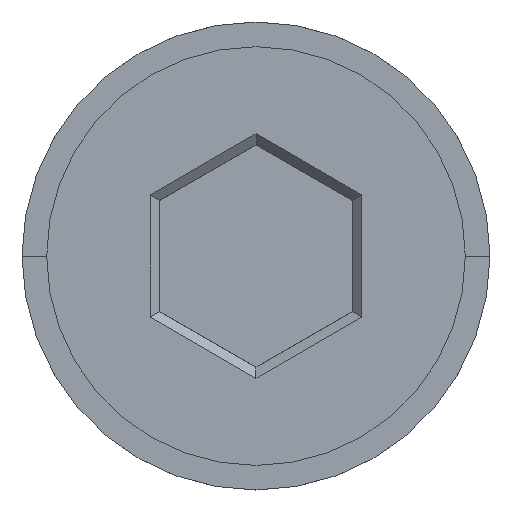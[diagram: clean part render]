
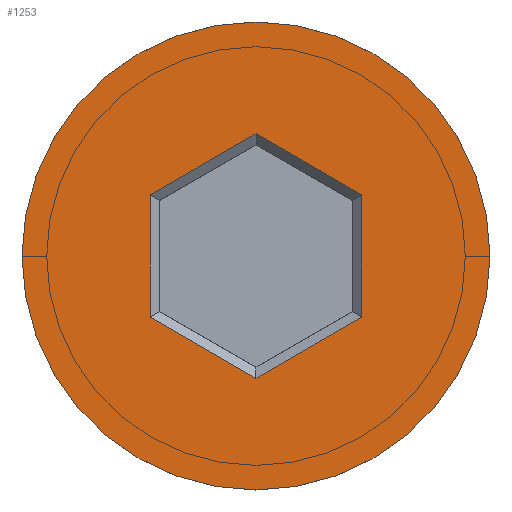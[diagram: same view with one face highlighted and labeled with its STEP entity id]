
A CAD part, top view. The second image highlights one B-rep face of the part: STEP entity #1253.
In plain terms, the highlighted planar face has unit normal (0, 0, 1).
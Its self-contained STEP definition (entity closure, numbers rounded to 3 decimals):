
#10 = VECTOR ( 'NONE', #1357, 1000. ) ;
#19 = EDGE_CURVE ( 'NONE', #679, #684, #789, .T. ) ;
#67 = AXIS2_PLACEMENT_3D ( 'NONE', #230, #328, #774 ) ;
#84 = VERTEX_POINT ( 'NONE', #705 ) ;
#88 = AXIS2_PLACEMENT_3D ( 'NONE', #1191, #767, #633 ) ;
#130 = CARTESIAN_POINT ( 'NONE',  ( 2.15, 1.241, 0. ) ) ;
#135 = EDGE_LOOP ( 'NONE', ( #331, #712, #781, #499, #567, #1388 ) ) ;
#158 = AXIS2_PLACEMENT_3D ( 'NONE', #480, #473, #1258 ) ;
#186 = PLANE ( 'NONE',  #88 ) ;
#203 = VECTOR ( 'NONE', #358, 1000. ) ;
#216 = VERTEX_POINT ( 'NONE', #766 ) ;
#230 = CARTESIAN_POINT ( 'NONE',  ( 0., 0., 0. ) ) ;
#246 = CARTESIAN_POINT ( 'NONE',  ( 2.15, -1.241, 0. ) ) ;
#328 = DIRECTION ( 'NONE',  ( 0., 0., 1. ) ) ;
#330 = EDGE_CURVE ( 'NONE', #84, #335, #1372, .T. ) ;
#331 = ORIENTED_EDGE ( 'NONE', *, *, #1057, .T. ) ;
#335 = VERTEX_POINT ( 'NONE', #1247 ) ;
#350 = EDGE_CURVE ( 'NONE', #684, #679, #1434, .T. ) ;
#358 = DIRECTION ( 'NONE',  ( 0.866, 0.5, 0. ) ) ;
#418 = EDGE_CURVE ( 'NONE', #847, #1076, #688, .T. ) ;
#465 = CARTESIAN_POINT ( 'NONE',  ( -4.75, 0., 0. ) ) ;
#470 = LINE ( 'NONE', #1135, #203 ) ;
#473 = DIRECTION ( 'NONE',  ( 0., 0., 1. ) ) ;
#480 = CARTESIAN_POINT ( 'NONE',  ( 0., 0., 0. ) ) ;
#489 = DIRECTION ( 'NONE',  ( 0., 1., 0. ) ) ;
#499 = ORIENTED_EDGE ( 'NONE', *, *, #1312, .T. ) ;
#552 = CARTESIAN_POINT ( 'NONE',  ( 4.75, 0., 0. ) ) ;
#557 = CARTESIAN_POINT ( 'NONE',  ( 0.1, -2.425, 0. ) ) ;
#559 = DIRECTION ( 'NONE',  ( -0.866, 0.5, 0. ) ) ;
#567 = ORIENTED_EDGE ( 'NONE', *, *, #418, .T. ) ;
#590 = CARTESIAN_POINT ( 'NONE',  ( -2.05, -1.299, 0. ) ) ;
#593 = CARTESIAN_POINT ( 'NONE',  ( -2.15, 1.126, 0. ) ) ;
#633 = DIRECTION ( 'NONE',  ( 1., 0., 0. ) ) ;
#679 = VERTEX_POINT ( 'NONE', #552 ) ;
#684 = VERTEX_POINT ( 'NONE', #465 ) ;
#688 = LINE ( 'NONE', #1132, #10 ) ;
#705 = CARTESIAN_POINT ( 'NONE',  ( -2.15, -1.241, 0. ) ) ;
#712 = ORIENTED_EDGE ( 'NONE', *, *, #330, .T. ) ;
#766 = CARTESIAN_POINT ( 'NONE',  ( 0., 2.483, 0. ) ) ;
#767 = DIRECTION ( 'NONE',  ( 0., 0., 1. ) ) ;
#774 = DIRECTION ( 'NONE',  ( 1., 0., 0. ) ) ;
#781 = ORIENTED_EDGE ( 'NONE', *, *, #1148, .T. ) ;
#782 = LINE ( 'NONE', #590, #1088 ) ;
#789 = CIRCLE ( 'NONE', #67, 4.75 ) ;
#814 = VECTOR ( 'NONE', #1110, 1000. ) ;
#847 = VERTEX_POINT ( 'NONE', #130 ) ;
#912 = CARTESIAN_POINT ( 'NONE',  ( 0., -2.483, 0. ) ) ;
#1031 = DIRECTION ( 'NONE',  ( 0.866, -0.5, 0. ) ) ;
#1057 = EDGE_CURVE ( 'NONE', #1143, #84, #782, .T. ) ;
#1070 = VECTOR ( 'NONE', #1031, 1000. ) ;
#1076 = VERTEX_POINT ( 'NONE', #246 ) ;
#1085 = VECTOR ( 'NONE', #489, 1000. ) ;
#1088 = VECTOR ( 'NONE', #559, 1000. ) ;
#1093 = ORIENTED_EDGE ( 'NONE', *, *, #19, .T. ) ;
#1110 = DIRECTION ( 'NONE',  ( -0.866, -0.5, 0. ) ) ;
#1132 = CARTESIAN_POINT ( 'NONE',  ( 2.15, -1.126, 0. ) ) ;
#1135 = CARTESIAN_POINT ( 'NONE',  ( -0.1, 2.425, 0. ) ) ;
#1143 = VERTEX_POINT ( 'NONE', #912 ) ;
#1148 = EDGE_CURVE ( 'NONE', #335, #216, #470, .T. ) ;
#1191 = CARTESIAN_POINT ( 'NONE',  ( 0., 0., 0. ) ) ;
#1237 = LINE ( 'NONE', #1358, #1070 ) ;
#1247 = CARTESIAN_POINT ( 'NONE',  ( -2.15, 1.241, 0. ) ) ;
#1248 = LINE ( 'NONE', #557, #814 ) ;
#1253 = ADVANCED_FACE ( 'NONE', ( #1421, #1320 ), #186, .T. ) ;
#1258 = DIRECTION ( 'NONE',  ( 1., 0., 0. ) ) ;
#1287 = ORIENTED_EDGE ( 'NONE', *, *, #350, .T. ) ;
#1302 = EDGE_LOOP ( 'NONE', ( #1093, #1287 ) ) ;
#1306 = EDGE_CURVE ( 'NONE', #1076, #1143, #1248, .T. ) ;
#1312 = EDGE_CURVE ( 'NONE', #216, #847, #1237, .T. ) ;
#1320 = FACE_OUTER_BOUND ( 'NONE', #1302, .T. ) ;
#1357 = DIRECTION ( 'NONE',  ( 0., -1., 0. ) ) ;
#1358 = CARTESIAN_POINT ( 'NONE',  ( 2.05, 1.299, 0. ) ) ;
#1372 = LINE ( 'NONE', #593, #1085 ) ;
#1388 = ORIENTED_EDGE ( 'NONE', *, *, #1306, .T. ) ;
#1421 = FACE_BOUND ( 'NONE', #135, .T. ) ;
#1434 = CIRCLE ( 'NONE', #158, 4.75 ) ;
